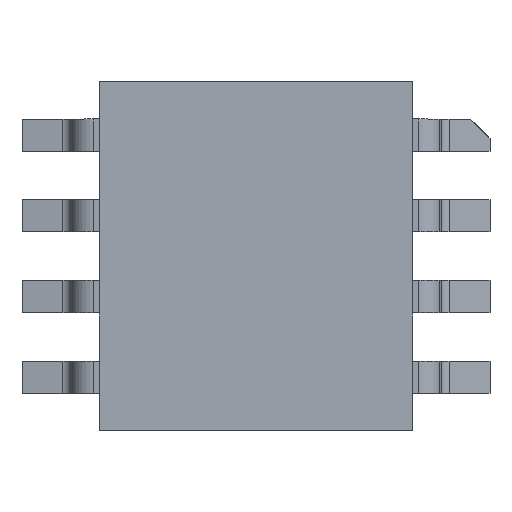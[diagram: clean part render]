
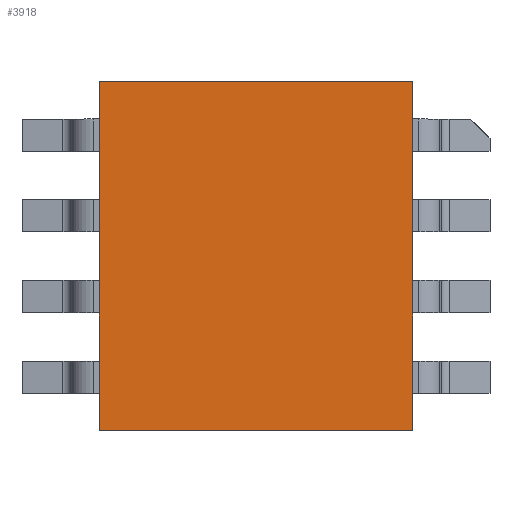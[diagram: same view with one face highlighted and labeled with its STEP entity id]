
A CAD part, top view. The second image highlights one B-rep face of the part: STEP entity #3918.
In plain terms, the highlighted planar face has unit normal (0, 0, 1).
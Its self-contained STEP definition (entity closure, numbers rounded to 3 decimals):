
#3807=CARTESIAN_POINT('',(-2.465,-2.743,2.363));
#3808=VERTEX_POINT('',#3807);
#3815=CARTESIAN_POINT('',(-2.465,2.743,2.363));
#3816=VERTEX_POINT('',#3815);
#3817=CARTESIAN_POINT('',(-2.465,2.743,2.363));
#3818=DIRECTION('',(0.0,-1.0,0.0));
#3819=VECTOR('',#3818,5.485);
#3820=LINE('',#3817,#3819);
#3821=EDGE_CURVE('',#3816,#3808,#3820,.T.);
#3854=CARTESIAN_POINT('',(2.465,2.743,2.363));
#3855=VERTEX_POINT('',#3854);
#3856=CARTESIAN_POINT('',(2.465,2.743,2.363));
#3857=DIRECTION('',(-1.0,0.0,0.0));
#3858=VECTOR('',#3857,4.93);
#3859=LINE('',#3856,#3858);
#3860=EDGE_CURVE('',#3855,#3816,#3859,.T.);
#3876=CARTESIAN_POINT('',(2.465,-2.743,2.363));
#3877=VERTEX_POINT('',#3876);
#3893=CARTESIAN_POINT('',(2.465,2.743,2.363));
#3894=DIRECTION('',(0.0,-1.0,0.0));
#3895=VECTOR('',#3894,5.485);
#3896=LINE('',#3893,#3895);
#3897=EDGE_CURVE('',#3855,#3877,#3896,.T.);
#3902=CARTESIAN_POINT('',(-2.465,2.743,2.363));
#3903=DIRECTION('',(0.0,0.0,1.0));
#3904=DIRECTION('',(1.0,0.0,0.0));
#3905=AXIS2_PLACEMENT_3D('',#3902,#3903,#3904);
#3906=PLANE('',#3905);
#3907=CARTESIAN_POINT('',(-2.465,-2.743,2.363));
#3908=DIRECTION('',(1.0,0.0,0.0));
#3909=VECTOR('',#3908,4.93);
#3910=LINE('',#3907,#3909);
#3911=EDGE_CURVE('',#3808,#3877,#3910,.T.);
#3912=ORIENTED_EDGE('',*,*,#3911,.T.);
#3913=ORIENTED_EDGE('',*,*,#3897,.F.);
#3914=ORIENTED_EDGE('',*,*,#3860,.T.);
#3915=ORIENTED_EDGE('',*,*,#3821,.T.);
#3916=EDGE_LOOP('',(#3912,#3913,#3914,#3915));
#3917=FACE_OUTER_BOUND('',#3916,.T.);
#3918=ADVANCED_FACE('',(#3917),#3906,.T.);
